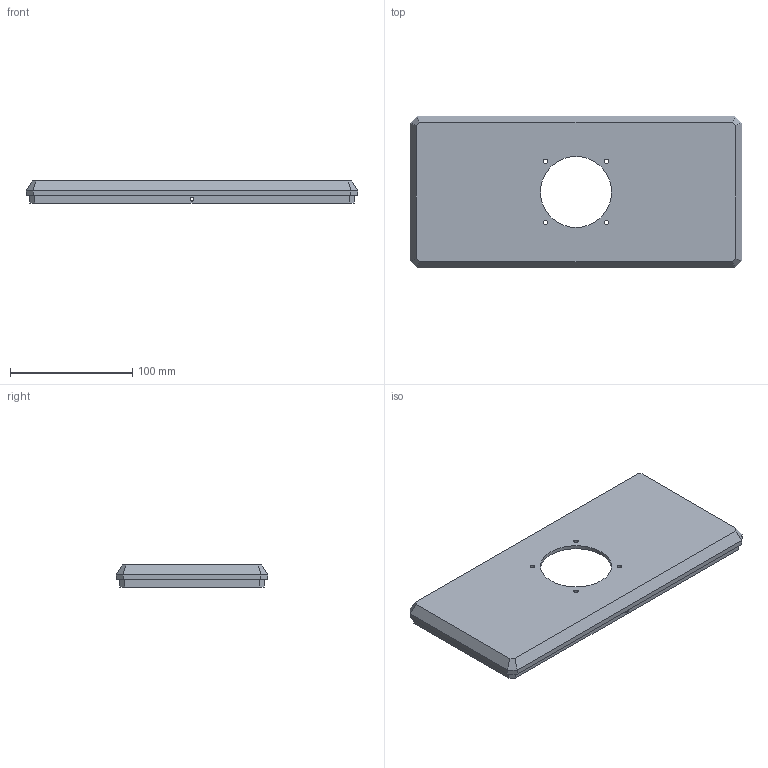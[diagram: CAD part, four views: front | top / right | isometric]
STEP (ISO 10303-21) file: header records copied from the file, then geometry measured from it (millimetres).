
FILE_DESCRIPTION(/* description */ (''),/* implementation_level */ '2;1');
FILE_NAME(/* name */ 'VK-PSU-Lid.step',/* time_stamp */ '2018-04-23T12:15:44+02:00',/* author */ (''),/* organization */ (''),/* preprocessor_version */ 'ST-DEVELOPER v17',/* originating_system */ 'Autodesk Translation Framework v7.1.0.215',/* authorisation */ '');
FILE_SCHEMA (('AUTOMOTIVE_DESIGN { 1 0 10303 214 3 1 1 }'));
Length unit declared in the file: millimetre
Products named in the file (1): VK-PSU-Lid
Bounding box: 271 x 124 x 18 mm (x, y, z)
Volume: 122067.3 mm3; surface area: 83678.6 mm2
Topology: 1 solids, 1 shells, 51 faces, 129 edges, 82 vertices
Faces by surface type: plane 44, cylinder 7
Full cylindrical faces by diameter (mm): 3 x2, 3.5 x4, 58 x1
Entity records: 1573 total; most frequent: CARTESIAN_POINT 263, ORIENTED_EDGE 258, DIRECTION 251, EDGE_CURVE 129, LINE 111, VECTOR 111, VERTEX_POINT 82, AXIS2_PLACEMENT_3D 70
